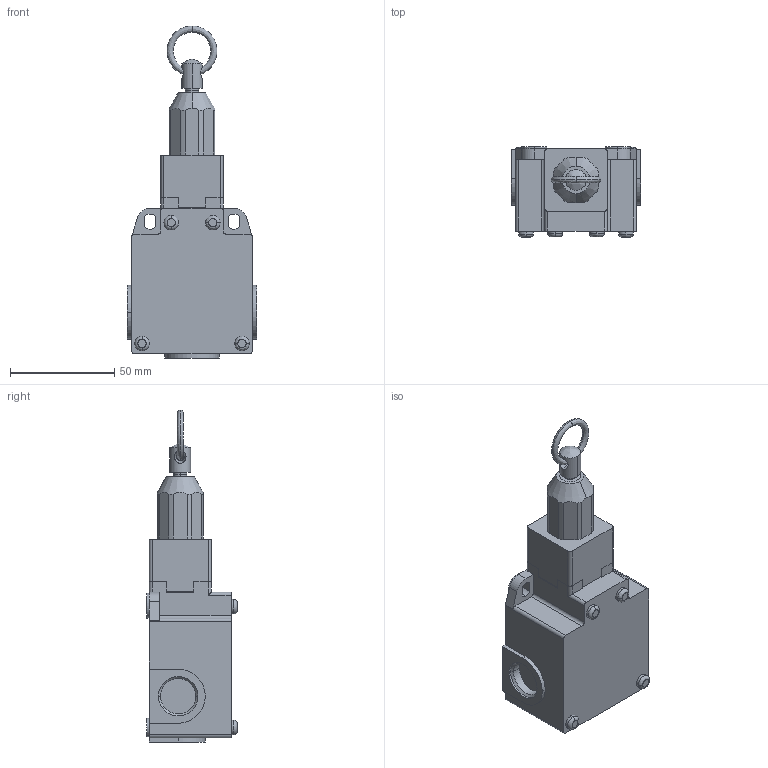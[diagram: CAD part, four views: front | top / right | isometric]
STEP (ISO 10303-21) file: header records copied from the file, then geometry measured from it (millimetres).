
FILE_DESCRIPTION (( 'STEP AP214' ), '1' );
FILE_NAME ('SCM2K97W02.step', '2017-12-19T21:42:31', ( '' ), ( '' ), 'SwSTEP 2.0', 'SolidWorks 2017', '' );
FILE_SCHEMA (( 'AUTOMOTIVE_DESIGN' ));
Length unit declared in the file: inch
Products named in the file (1): SCM2K97W02
Bounding box: 62 x 43.3 x 159.5 mm (x, y, z)
Volume: 179783.4 mm3; surface area: 31516.6 mm2
Topology: 5 solids, 5 shells, 202 faces, 511 edges, 334 vertices
Faces by surface type: plane 89, cylinder 88, cone 12, bspline 9, torus 4
Entity records: 6518 total; most frequent: CARTESIAN_POINT 1427, DIRECTION 1085, ORIENTED_EDGE 1022, EDGE_CURVE 511, AXIS2_PLACEMENT_3D 400, VERTEX_POINT 334, VECTOR 285, LINE 285
